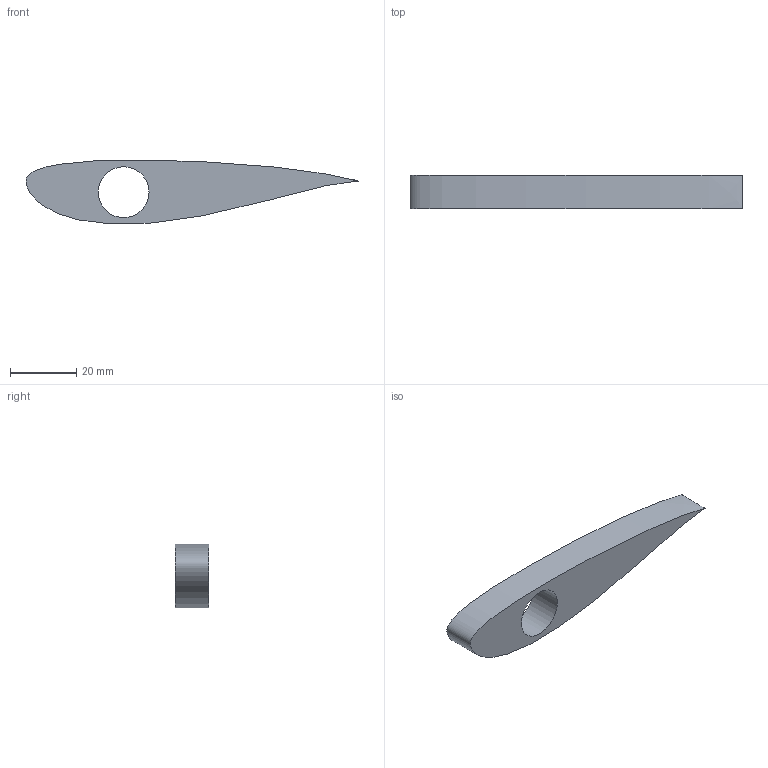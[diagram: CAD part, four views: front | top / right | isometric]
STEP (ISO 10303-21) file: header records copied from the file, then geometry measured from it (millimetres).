
FILE_DESCRIPTION(/* description */ (''),/* implementation_level */ '2;1');
FILE_NAME(/* name */ '5516b779-4714-4dd5-b912-f1a51684a912.stp',/* time_stamp */ '2019-01-08T14:27:11+00:00',/* author */ (''),/* organization */ (''),/* preprocessor_version */ 'ST-DEVELOPER v17.2',/* originating_system */ 'Autodesk Translation Framework v7.6.0.251',/* authorisation */ '');
FILE_SCHEMA (('AUTOMOTIVE_DESIGN { 1 0 10303 214 3 1 1 }'));
Length unit declared in the file: millimetre
Products named in the file (1): airofoil profile For laser cut
Bounding box: 99.99 x 10 x 19.22 mm (x, y, z)
Volume: 3790 mm3; surface area: 6957.1 mm2
Topology: 1 solids, 1 shells, 32 faces, 93 edges, 62 vertices
Faces by surface type: plane 17, bspline 8, cylinder 7
Full cylindrical faces by diameter (mm): 15.3 x1
Entity records: 2691 total; most frequent: CARTESIAN_POINT 1882, ORIENTED_EDGE 186, DIRECTION 125, EDGE_CURVE 93, VERTEX_POINT 62, AXIS2_PLACEMENT_3D 47, B_SPLINE_CURVE_WITH_KNOTS 38, EDGE_LOOP 37
